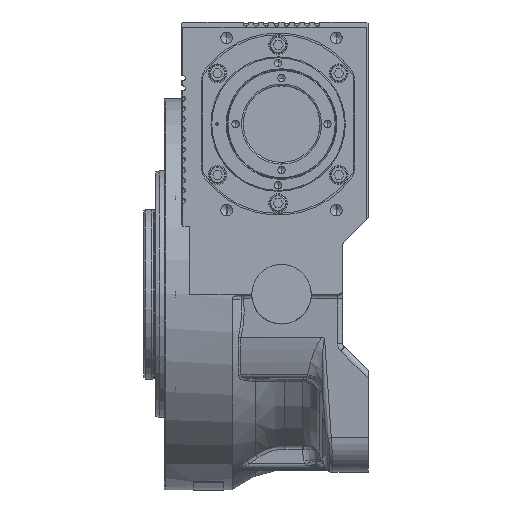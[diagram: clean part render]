
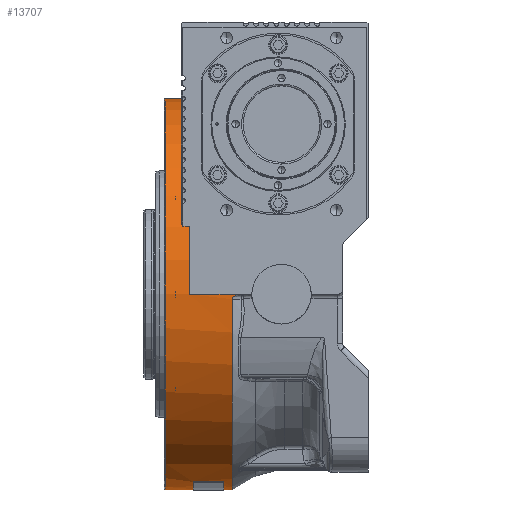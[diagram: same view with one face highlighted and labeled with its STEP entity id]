
A CAD part, left-side view. The second image highlights one B-rep face of the part: STEP entity #13707.
In plain terms, the highlighted cylindrical face has radius 115 mm (diameter 230 mm), a partial arc.
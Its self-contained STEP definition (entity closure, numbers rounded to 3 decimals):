
#286 = CARTESIAN_POINT ( 'NONE',  ( -114.99, 28.261, -1.509 ) ) ;
#850 = ORIENTED_EDGE ( 'NONE', *, *, #53957, .T. ) ;
#1567 = EDGE_CURVE ( 'NONE', #41932, #14645, #23324, .T. ) ;
#2136 = CIRCLE ( 'NONE', #51662, 115. ) ;
#2297 = CARTESIAN_POINT ( 'NONE',  ( 0., 29., 0. ) ) ;
#3449 = ORIENTED_EDGE ( 'NONE', *, *, #59992, .T. ) ;
#4629 = LINE ( 'NONE', #30714, #34557 ) ;
#4661 = VERTEX_POINT ( 'NONE', #49818 ) ;
#5241 = CARTESIAN_POINT ( 'NONE',  ( -114.979, 28.823, -2.208 ) ) ;
#6575 = DIRECTION ( 'NONE',  ( 0., 0., 1. ) ) ;
#8318 = CARTESIAN_POINT ( 'NONE',  ( -114.97, 28.977, -2.634 ) ) ;
#9463 = DIRECTION ( 'NONE',  ( 0., -1., 0. ) ) ;
#9824 = EDGE_LOOP ( 'NONE', ( #52624, #50053, #59853, #43675, #52968, #850, #43440, #28864, #57398, #3449, #37558 ) ) ;
#10148 = DIRECTION ( 'NONE',  ( 0., 0., 1. ) ) ;
#10479 = CARTESIAN_POINT ( 'NONE',  ( 0., 54., 0. ) ) ;
#12783 = CARTESIAN_POINT ( 'NONE',  ( 0., 55., 115. ) ) ;
#13239 = CARTESIAN_POINT ( 'NONE',  ( 0., 68.2, 0. ) ) ;
#13276 = CARTESIAN_POINT ( 'NONE',  ( -114.994, 27.914, -1.226 ) ) ;
#13634 = EDGE_CURVE ( 'NONE', #26777, #61058, #39351, .T. ) ;
#13707 = ADVANCED_FACE ( 'NONE', ( #64081 ), #18882, .T. ) ;
#14245 = DIRECTION ( 'NONE',  ( 0., 1., 0. ) ) ;
#14645 = VERTEX_POINT ( 'NONE', #49897 ) ;
#15008 = CIRCLE ( 'NONE', #33967, 115. ) ;
#15494 = CARTESIAN_POINT ( 'NONE',  ( -115., 25.428, -0.237 ) ) ;
#15694 = VERTEX_POINT ( 'NONE', #43752 ) ;
#16145 = CARTESIAN_POINT ( 'NONE',  ( -114.999, 26.007, -0.38 ) ) ;
#16801 = CARTESIAN_POINT ( 'NONE',  ( -114.997, 27.13, -0.786 ) ) ;
#17068 = EDGE_CURVE ( 'NONE', #4661, #61058, #44409, .T. ) ;
#17509 = AXIS2_PLACEMENT_3D ( 'NONE', #17742, #59284, #34236 ) ;
#17510 = VERTEX_POINT ( 'NONE', #38949 ) ;
#17742 = CARTESIAN_POINT ( 'NONE',  ( 0., 52., 0. ) ) ;
#17802 = DIRECTION ( 'NONE',  ( 0., 1., 0. ) ) ;
#18243 = CARTESIAN_POINT ( 'NONE',  ( -114.983, 28.667, -1.952 ) ) ;
#18882 = CYLINDRICAL_SURFACE ( 'NONE', #19697, 115. ) ;
#19358 = DIRECTION ( 'NONE',  ( 0., -1., 0. ) ) ;
#19625 = CIRCLE ( 'NONE', #17509, 115. ) ;
#19642 = B_SPLINE_CURVE_WITH_KNOTS ( 'NONE', 3,
 ( #35310, #55420, #8318, #50490, #5241, #18243, #58484, #45524, #286, #13276, #35955, #16801, #46500, #36936, #16145, #15494, #61671, #46185, #36617, #50807 ),
 .UNSPECIFIED., .F., .F.,
 ( 4, 2, 2, 2, 2, 2, 2, 2, 2, 4 ),
 ( 0., 0., 0.001, 0.001, 0.002, 0.003, 0.004, 0.004, 0.005, 0.007 ),
 .UNSPECIFIED. ) ;
#19697 = AXIS2_PLACEMENT_3D ( 'NONE', #39024, #26134, #35695 ) ;
#20153 = VECTOR ( 'NONE', #9463, 1000. ) ;
#20476 = DIRECTION ( 'NONE',  ( 0., 1., 0. ) ) ;
#22596 = AXIS2_PLACEMENT_3D ( 'NONE', #2297, #17802, #6575 ) ;
#23324 = LINE ( 'NONE', #48727, #28090 ) ;
#23589 = CARTESIAN_POINT ( 'NONE',  ( 0., 34., 0. ) ) ;
#25306 = LINE ( 'NONE', #45439, #20153 ) ;
#25548 = VERTEX_POINT ( 'NONE', #54957 ) ;
#26134 = DIRECTION ( 'NONE',  ( 0., 1., 0. ) ) ;
#26777 = VERTEX_POINT ( 'NONE', #46849 ) ;
#27575 = DIRECTION ( 'NONE',  ( 0., 0., 1. ) ) ;
#27842 = EDGE_CURVE ( 'NONE', #60760, #25548, #4629, .T. ) ;
#28090 = VECTOR ( 'NONE', #19358, 1000. ) ;
#28779 = DIRECTION ( 'NONE',  ( 0., -1., 0. ) ) ;
#28864 = ORIENTED_EDGE ( 'NONE', *, *, #13634, .F. ) ;
#30110 = EDGE_CURVE ( 'NONE', #38450, #25548, #2136, .T. ) ;
#30714 = CARTESIAN_POINT ( 'NONE',  ( 0., 55., -115. ) ) ;
#30778 = CARTESIAN_POINT ( 'NONE',  ( -114.963, 29., -2.934 ) ) ;
#33389 = DIRECTION ( 'NONE',  ( 0., 0., 1. ) ) ;
#33967 = AXIS2_PLACEMENT_3D ( 'NONE', #10479, #50444, #10148 ) ;
#34236 = DIRECTION ( 'NONE',  ( 0., 0., 1. ) ) ;
#34435 = CARTESIAN_POINT ( 'NONE',  ( -32.527, 34., -110.304 ) ) ;
#34557 = VECTOR ( 'NONE', #20476, 1000. ) ;
#35310 = CARTESIAN_POINT ( 'NONE',  ( -114.963, 29., -2.934 ) ) ;
#35695 = DIRECTION ( 'NONE',  ( 0., 0., 1. ) ) ;
#35955 = CARTESIAN_POINT ( 'NONE',  ( -114.995, 27.657, -1.064 ) ) ;
#36617 = CARTESIAN_POINT ( 'NONE',  ( -115., 23.666, 0. ) ) ;
#36936 = CARTESIAN_POINT ( 'NONE',  ( -114.999, 26.296, -0.466 ) ) ;
#36951 = CARTESIAN_POINT ( 'NONE',  ( 0., 29., -115. ) ) ;
#37149 = DIRECTION ( 'NONE',  ( 0., -1., 0. ) ) ;
#37558 = ORIENTED_EDGE ( 'NONE', *, *, #30110, .T. ) ;
#38450 = VERTEX_POINT ( 'NONE', #34435 ) ;
#38515 = VERTEX_POINT ( 'NONE', #30778 ) ;
#38949 = CARTESIAN_POINT ( 'NONE',  ( -32.527, 52., -110.304 ) ) ;
#39024 = CARTESIAN_POINT ( 'NONE',  ( 0., 55., 0. ) ) ;
#39351 = LINE ( 'NONE', #59448, #61863 ) ;
#41932 = VERTEX_POINT ( 'NONE', #59582 ) ;
#43032 = EDGE_CURVE ( 'NONE', #60760, #38515, #59456, .T. ) ;
#43440 = ORIENTED_EDGE ( 'NONE', *, *, #17068, .T. ) ;
#43675 = ORIENTED_EDGE ( 'NONE', *, *, #1567, .F. ) ;
#43752 = CARTESIAN_POINT ( 'NONE',  ( 0., 54., 115. ) ) ;
#44409 = CIRCLE ( 'NONE', #52829, 115. ) ;
#45439 = CARTESIAN_POINT ( 'NONE',  ( -32.527, 55., -110.304 ) ) ;
#45524 = CARTESIAN_POINT ( 'NONE',  ( -114.989, 28.37, -1.611 ) ) ;
#46185 = CARTESIAN_POINT ( 'NONE',  ( -115., 24.259, -0.044 ) ) ;
#46428 = EDGE_CURVE ( 'NONE', #41932, #15694, #15008, .T. ) ;
#46500 = CARTESIAN_POINT ( 'NONE',  ( -114.998, 26.856, -0.669 ) ) ;
#46849 = CARTESIAN_POINT ( 'NONE',  ( 0., 52., -115. ) ) ;
#48727 = CARTESIAN_POINT ( 'NONE',  ( -115., -51., 0. ) ) ;
#49818 = CARTESIAN_POINT ( 'NONE',  ( 0., 68.2, 115. ) ) ;
#49897 = CARTESIAN_POINT ( 'NONE',  ( -115., 23.068, 0. ) ) ;
#50053 = ORIENTED_EDGE ( 'NONE', *, *, #43032, .T. ) ;
#50444 = DIRECTION ( 'NONE',  ( 0., 1., 0. ) ) ;
#50490 = CARTESIAN_POINT ( 'NONE',  ( -114.976, 28.888, -2.345 ) ) ;
#50807 = CARTESIAN_POINT ( 'NONE',  ( -115., 23.068, 0. ) ) ;
#51662 = AXIS2_PLACEMENT_3D ( 'NONE', #23589, #37149, #27575 ) ;
#52524 = EDGE_CURVE ( 'NONE', #26777, #17510, #19625, .T. ) ;
#52624 = ORIENTED_EDGE ( 'NONE', *, *, #27842, .F. ) ;
#52829 = AXIS2_PLACEMENT_3D ( 'NONE', #13239, #28779, #33389 ) ;
#52968 = ORIENTED_EDGE ( 'NONE', *, *, #46428, .T. ) ;
#53329 = CARTESIAN_POINT ( 'NONE',  ( 0., 68.2, -115. ) ) ;
#53957 = EDGE_CURVE ( 'NONE', #15694, #4661, #57676, .T. ) ;
#54835 = EDGE_CURVE ( 'NONE', #38515, #14645, #19642, .T. ) ;
#54957 = CARTESIAN_POINT ( 'NONE',  ( 0., 34., -115. ) ) ;
#55420 = CARTESIAN_POINT ( 'NONE',  ( -114.966, 29., -2.782 ) ) ;
#56656 = VECTOR ( 'NONE', #63600, 1000. ) ;
#57398 = ORIENTED_EDGE ( 'NONE', *, *, #52524, .T. ) ;
#57676 = LINE ( 'NONE', #12783, #56656 ) ;
#58484 = CARTESIAN_POINT ( 'NONE',  ( -114.985, 28.573, -1.832 ) ) ;
#59284 = DIRECTION ( 'NONE',  ( 0., 1., 0. ) ) ;
#59448 = CARTESIAN_POINT ( 'NONE',  ( 0., 55., -115. ) ) ;
#59456 = CIRCLE ( 'NONE', #22596, 115. ) ;
#59582 = CARTESIAN_POINT ( 'NONE',  ( -115., 54., 0. ) ) ;
#59853 = ORIENTED_EDGE ( 'NONE', *, *, #54835, .T. ) ;
#59992 = EDGE_CURVE ( 'NONE', #17510, #38450, #25306, .T. ) ;
#60760 = VERTEX_POINT ( 'NONE', #36951 ) ;
#61058 = VERTEX_POINT ( 'NONE', #53329 ) ;
#61671 = CARTESIAN_POINT ( 'NONE',  ( -115., 25.137, -0.18 ) ) ;
#61863 = VECTOR ( 'NONE', #14245, 1000. ) ;
#63600 = DIRECTION ( 'NONE',  ( 0., 1., 0. ) ) ;
#64081 = FACE_OUTER_BOUND ( 'NONE', #9824, .T. ) ;
